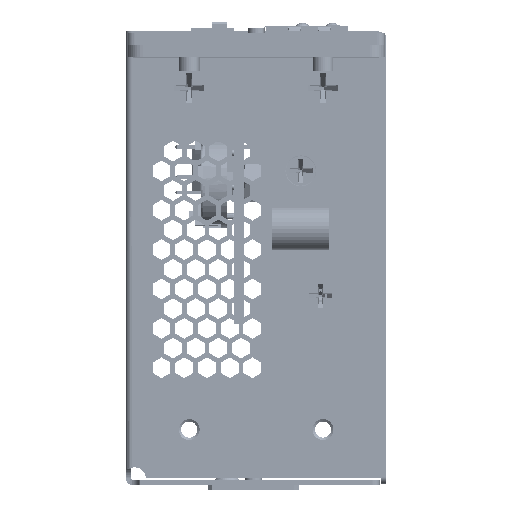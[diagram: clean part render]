
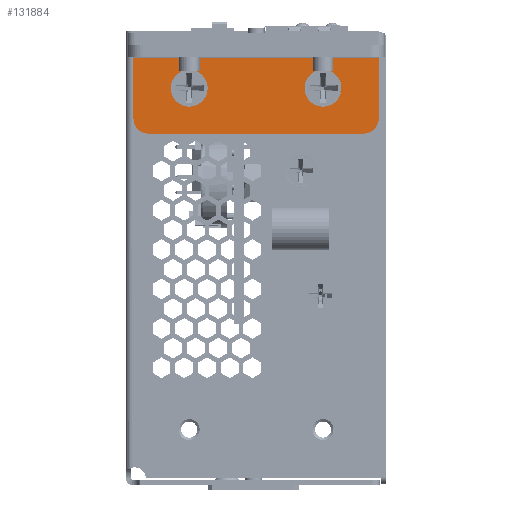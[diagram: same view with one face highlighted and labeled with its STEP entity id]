
A CAD part, left-side view. The second image highlights one B-rep face of the part: STEP entity #131884.
In plain terms, the highlighted planar face has unit normal (-1, 0, 0).
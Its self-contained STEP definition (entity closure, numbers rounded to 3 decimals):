
#63604 = AXIS2_PLACEMENT_3D ( 'NONE', #88319, #88311, #88330 ) ;
#77055 = EDGE_CURVE ( 'NONE', #87954, #87956, #138239, .T. ) ;
#77070 = EDGE_CURVE ( 'NONE', #87965, #87968, #138260, .T. ) ;
#77085 = EDGE_CURVE ( 'NONE', #87968, #87965, #138278, .T. ) ;
#77088 = EDGE_CURVE ( 'NONE', #87956, #87954, #138280, .T. ) ;
#77092 = EDGE_CURVE ( 'NONE', #87976, #87933, #152085, .T. ) ;
#77096 = EDGE_CURVE ( 'NONE', #87976, #87993, #152081, .T. ) ;
#77099 = EDGE_CURVE ( 'NONE', #87990, #87993, #152092, .T. ) ;
#77103 = EDGE_CURVE ( 'NONE', #87987, #87990, #138292, .T. ) ;
#77106 = EDGE_CURVE ( 'NONE', #87911, #87987, #152096, .T. ) ;
#77109 = EDGE_CURVE ( 'NONE', #87933, #87911, #138298, .T. ) ;
#87911 = VERTEX_POINT ( 'NONE', #221223 ) ;
#87933 = VERTEX_POINT ( 'NONE', #221233 ) ;
#87954 = VERTEX_POINT ( 'NONE', #221242 ) ;
#87956 = VERTEX_POINT ( 'NONE', #221243 ) ;
#87965 = VERTEX_POINT ( 'NONE', #221246 ) ;
#87968 = VERTEX_POINT ( 'NONE', #221247 ) ;
#87976 = VERTEX_POINT ( 'NONE', #221250 ) ;
#87987 = VERTEX_POINT ( 'NONE', #221254 ) ;
#87990 = VERTEX_POINT ( 'NONE', #221255 ) ;
#87993 = VERTEX_POINT ( 'NONE', #221256 ) ;
#88311 = DIRECTION ( 'NONE',  ( 1., 0., 0. ) ) ;
#88317 = FACE_BOUND ( 'NONE', #136520, .T. ) ;
#88319 = CARTESIAN_POINT ( 'NONE',  ( 166.741, 89.017, 163.754 ) ) ;
#88321 = FACE_BOUND ( 'NONE', #136495, .T. ) ;
#88325 = FACE_OUTER_BOUND ( 'NONE', #136523, .T. ) ;
#88328 = PLANE ( 'NONE',  #63604 ) ;
#88330 = DIRECTION ( 'NONE',  ( 0., 0., -1. ) ) ;
#104806 = ORIENTED_EDGE ( 'NONE', *, *, #77085, .T. ) ;
#104808 = ORIENTED_EDGE ( 'NONE', *, *, #77070, .T. ) ;
#104810 = ORIENTED_EDGE ( 'NONE', *, *, #77088, .T. ) ;
#104812 = ORIENTED_EDGE ( 'NONE', *, *, #77055, .T. ) ;
#104814 = ORIENTED_EDGE ( 'NONE', *, *, #77092, .F. ) ;
#104815 = ORIENTED_EDGE ( 'NONE', *, *, #77096, .T. ) ;
#104817 = ORIENTED_EDGE ( 'NONE', *, *, #77099, .F. ) ;
#104819 = ORIENTED_EDGE ( 'NONE', *, *, #77103, .F. ) ;
#104821 = ORIENTED_EDGE ( 'NONE', *, *, #77106, .F. ) ;
#104823 = ORIENTED_EDGE ( 'NONE', *, *, #77109, .F. ) ;
#131884 = ADVANCED_FACE ( 'NONE', ( #88317, #88321, #88325 ), #88328, .F. ) ;
#136495 = EDGE_LOOP ( 'NONE', ( #104810, #104812 ) ) ;
#136520 = EDGE_LOOP ( 'NONE', ( #104806, #104808 ) ) ;
#136523 = EDGE_LOOP ( 'NONE', ( #104814, #104815, #104817, #104819, #104821, #104823 ) ) ;
#138239 = CIRCLE ( 'NONE', #138265, 2.921 ) ;
#138260 = CIRCLE ( 'NONE', #138273, 2.921 ) ;
#138265 = AXIS2_PLACEMENT_3D ( 'NONE', #152058, #152059, #152060 ) ;
#138270 = VECTOR ( 'NONE', #152091, 1000. ) ;
#138273 = AXIS2_PLACEMENT_3D ( 'NONE', #152070, #152071, #152072 ) ;
#138278 = CIRCLE ( 'NONE', #138282, 2.921 ) ;
#138280 = CIRCLE ( 'NONE', #138286, 2.921 ) ;
#138282 = AXIS2_PLACEMENT_3D ( 'NONE', #152082, #152083, #152084 ) ;
#138286 = AXIS2_PLACEMENT_3D ( 'NONE', #152087, #152088, #152089 ) ;
#138288 = VECTOR ( 'NONE', #152093, 1000. ) ;
#138289 = VECTOR ( 'NONE', #152095, 1000. ) ;
#138292 = CIRCLE ( 'NONE', #138296, 2.54 ) ;
#138294 = VECTOR ( 'NONE', #152102, 1000. ) ;
#138296 = AXIS2_PLACEMENT_3D ( 'NONE', #152098, #152099, #152100 ) ;
#138298 = CIRCLE ( 'NONE', #138301, 2.54 ) ;
#138301 = AXIS2_PLACEMENT_3D ( 'NONE', #152105, #152106, #152107 ) ;
#152058 = CARTESIAN_POINT ( 'NONE',  ( 166.741, 119.268, -7.29 ) ) ;
#152059 = DIRECTION ( 'NONE',  ( 1., 0., 0. ) ) ;
#152060 = DIRECTION ( 'NONE',  ( 0., 0., -1. ) ) ;
#152070 = CARTESIAN_POINT ( 'NONE',  ( 166.741, 96.84, -7.29 ) ) ;
#152071 = DIRECTION ( 'NONE',  ( 1., 0., 0. ) ) ;
#152072 = DIRECTION ( 'NONE',  ( 0., 0., -1. ) ) ;
#152080 = CARTESIAN_POINT ( 'NONE',  ( 166.741, 89.017, -2.184 ) ) ;
#152081 = LINE ( 'NONE', #152080, #138288 ) ;
#152082 = CARTESIAN_POINT ( 'NONE',  ( 166.741, 96.84, -7.29 ) ) ;
#152083 = DIRECTION ( 'NONE',  ( 1., 0., 0. ) ) ;
#152084 = DIRECTION ( 'NONE',  ( 0., 0., -1. ) ) ;
#152085 = LINE ( 'NONE', #152086, #138270 ) ;
#152086 = CARTESIAN_POINT ( 'NONE',  ( 166.741, 87.493, -12.37 ) ) ;
#152087 = CARTESIAN_POINT ( 'NONE',  ( 166.741, 119.268, -7.29 ) ) ;
#152088 = DIRECTION ( 'NONE',  ( 1., 0., 0. ) ) ;
#152089 = DIRECTION ( 'NONE',  ( 0., 0., -1. ) ) ;
#152090 = CARTESIAN_POINT ( 'NONE',  ( 166.741, 128.616, 0.608 ) ) ;
#152091 = DIRECTION ( 'NONE',  ( 0., 0., -1. ) ) ;
#152092 = LINE ( 'NONE', #152090, #138289 ) ;
#152093 = DIRECTION ( 'NONE',  ( 0., 1., 0. ) ) ;
#152095 = DIRECTION ( 'NONE',  ( 0., 0., 1. ) ) ;
#152096 = LINE ( 'NONE', #152097, #138294 ) ;
#152097 = CARTESIAN_POINT ( 'NONE',  ( 166.741, 90.033, -14.91 ) ) ;
#152098 = CARTESIAN_POINT ( 'NONE',  ( 166.741, 126.076, -12.37 ) ) ;
#152099 = DIRECTION ( 'NONE',  ( 1., 0., 0. ) ) ;
#152100 = DIRECTION ( 'NONE',  ( 0., 0., -1. ) ) ;
#152102 = DIRECTION ( 'NONE',  ( 0., 1., 0. ) ) ;
#152105 = CARTESIAN_POINT ( 'NONE',  ( 166.741, 90.033, -12.37 ) ) ;
#152106 = DIRECTION ( 'NONE',  ( 1., 0., 0. ) ) ;
#152107 = DIRECTION ( 'NONE',  ( 0., 0., -1. ) ) ;
#221223 = CARTESIAN_POINT ( 'NONE',  ( 166.741, 90.033, -14.91 ) ) ;
#221233 = CARTESIAN_POINT ( 'NONE',  ( 166.741, 87.493, -12.37 ) ) ;
#221242 = CARTESIAN_POINT ( 'NONE',  ( 166.741, 119.268, -4.369 ) ) ;
#221243 = CARTESIAN_POINT ( 'NONE',  ( 166.741, 119.268, -10.211 ) ) ;
#221246 = CARTESIAN_POINT ( 'NONE',  ( 166.741, 96.84, -4.369 ) ) ;
#221247 = CARTESIAN_POINT ( 'NONE',  ( 166.741, 96.84, -10.211 ) ) ;
#221250 = CARTESIAN_POINT ( 'NONE',  ( 166.741, 87.493, -2.184 ) ) ;
#221254 = CARTESIAN_POINT ( 'NONE',  ( 166.741, 126.076, -14.91 ) ) ;
#221255 = CARTESIAN_POINT ( 'NONE',  ( 166.741, 128.616, -12.37 ) ) ;
#221256 = CARTESIAN_POINT ( 'NONE',  ( 166.741, 128.616, -2.184 ) ) ;
